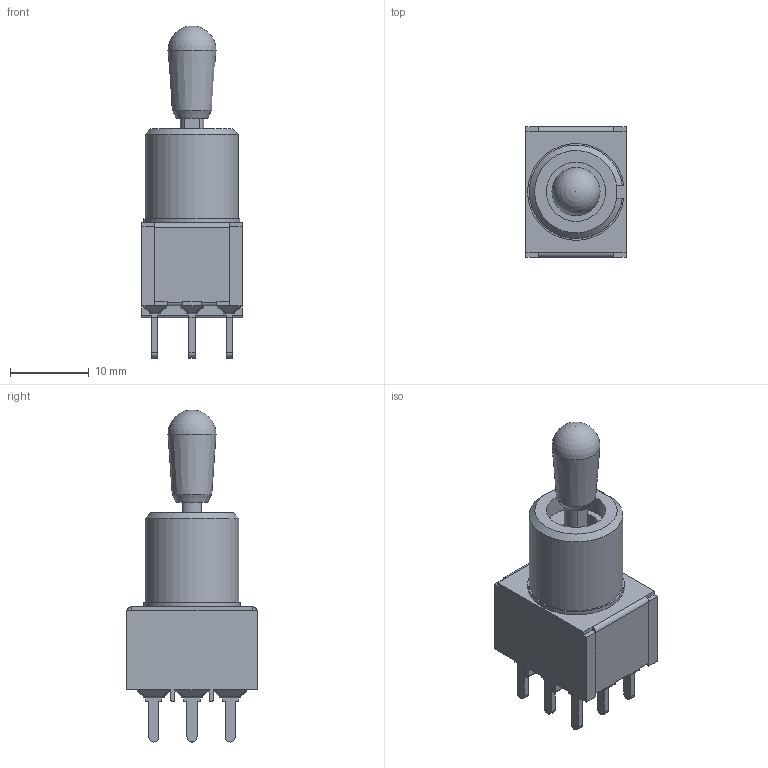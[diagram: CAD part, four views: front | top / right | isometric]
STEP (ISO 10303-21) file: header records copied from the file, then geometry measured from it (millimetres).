
FILE_DESCRIPTION(/* description */ (''),/* implementation_level */ '2;1');
FILE_NAME(/* name */ '1003PxT7B13M2xE.stp',/* time_stamp */ '2026-01-16T12:32:03-06:00',/* author */ ('jmeyers'),/* organization */ (''),/* preprocessor_version */ 'ST-DEVELOPER v18.1',/* originating_system */ 'Autodesk Inventor 2022',/* authorisation */ '');
FILE_SCHEMA (('AUTOMOTIVE_DESIGN { 1 0 10303 214 3 1 1 }'));
Length unit declared in the file: inch
Products named in the file (1): Part100
Bounding box: 12.7 x 16.51 x 42.03 mm (x, y, z)
Volume: 3667 mm3; surface area: 2548.2 mm2
Topology: 1 solids, 3 shells, 405 faces, 1052 edges, 619 vertices
Faces by surface type: plane 257, cylinder 106, sphere 39, cone 3
Full cylindrical faces by diameter (mm): 7.5 x3
Entity records: 11942 total; most frequent: DIRECTION 2101, CARTESIAN_POINT 2043, ORIENTED_EDGE 2028, EDGE_CURVE 1014, LINE 735, VECTOR 735, AXIS2_PLACEMENT_3D 683, VERTEX_POINT 619
